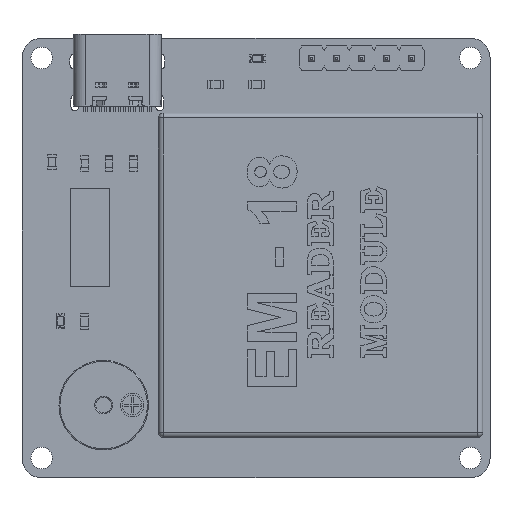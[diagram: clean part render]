
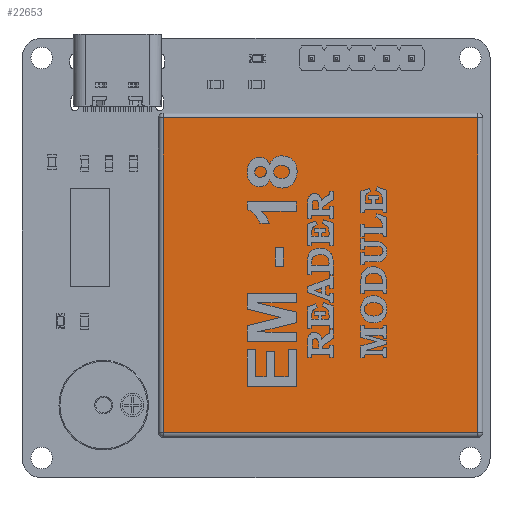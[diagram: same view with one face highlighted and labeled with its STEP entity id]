
A CAD part, top view. The second image highlights one B-rep face of the part: STEP entity #22653.
In plain terms, the highlighted face is planar.
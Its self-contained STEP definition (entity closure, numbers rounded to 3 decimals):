
#22317 = VERTEX_POINT('',#22318);
#22318 = CARTESIAN_POINT('',(16.,8.,16.));
#22325 = EDGE_CURVE('',#22326,#22317,#22328,.T.);
#22326 = VERTEX_POINT('',#22327);
#22327 = CARTESIAN_POINT('',(-16.,8.,16.));
#22328 = LINE('',#22329,#22330);
#22329 = CARTESIAN_POINT('',(16.5,8.,16.));
#22330 = VECTOR('',#22331,1.);
#22331 = DIRECTION('',(1.,-0.,0.));
#22543 = EDGE_CURVE('',#22544,#22326,#22546,.T.);
#22544 = VERTEX_POINT('',#22545);
#22545 = CARTESIAN_POINT('',(-16.,8.,-16.));
#22546 = LINE('',#22547,#22548);
#22547 = CARTESIAN_POINT('',(-16.,8.,16.5));
#22548 = VECTOR('',#22549,1.);
#22549 = DIRECTION('',(-0.,0.,1.));
#22625 = EDGE_CURVE('',#22626,#22544,#22628,.T.);
#22626 = VERTEX_POINT('',#22627);
#22627 = CARTESIAN_POINT('',(16.,8.,-16.));
#22628 = LINE('',#22629,#22630);
#22629 = CARTESIAN_POINT('',(-16.5,8.,-16.));
#22630 = VECTOR('',#22631,1.);
#22631 = DIRECTION('',(-1.,0.,0.));
#22653 = ADVANCED_FACE('',(#22654),#22665,.T.);
#22654 = FACE_BOUND('',#22655,.T.);
#22655 = EDGE_LOOP('',(#22656,#22657,#22658,#22664));
#22656 = ORIENTED_EDGE('',*,*,#22543,.T.);
#22657 = ORIENTED_EDGE('',*,*,#22325,.T.);
#22658 = ORIENTED_EDGE('',*,*,#22659,.T.);
#22659 = EDGE_CURVE('',#22317,#22626,#22660,.T.);
#22660 = LINE('',#22661,#22662);
#22661 = CARTESIAN_POINT('',(16.,8.,-16.));
#22662 = VECTOR('',#22663,1.);
#22663 = DIRECTION('',(0.,0.,-1.));
#22664 = ORIENTED_EDGE('',*,*,#22625,.T.);
#22665 = PLANE('',#22666);
#22666 = AXIS2_PLACEMENT_3D('',#22667,#22668,#22669);
#22667 = CARTESIAN_POINT('',(0.,8.,0.));
#22668 = DIRECTION('',(0.,1.,0.));
#22669 = DIRECTION('',(0.,-0.,1.));
